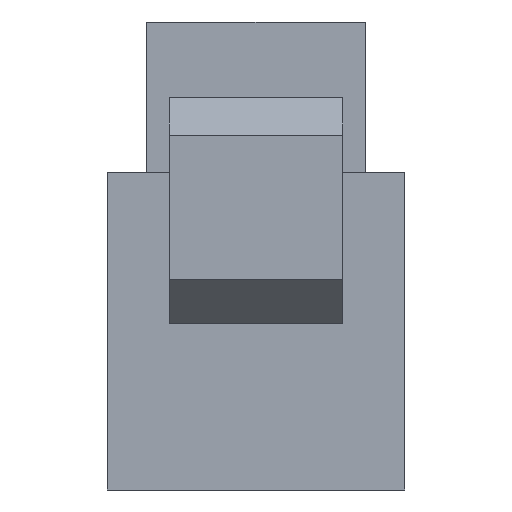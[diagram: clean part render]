
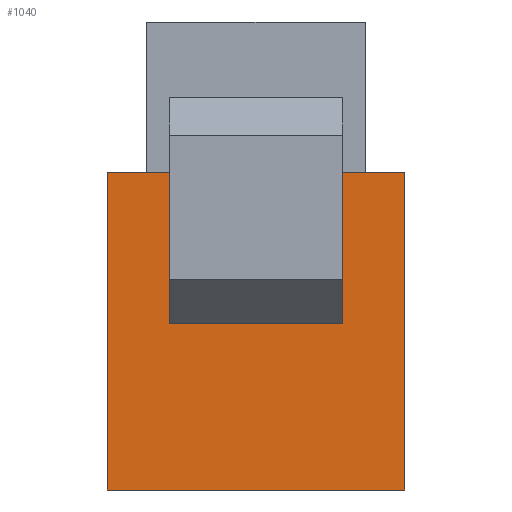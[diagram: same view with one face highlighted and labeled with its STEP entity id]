
A CAD part, front view. The second image highlights one B-rep face of the part: STEP entity #1040.
In plain terms, the highlighted planar face has unit normal (0, -1, 0).
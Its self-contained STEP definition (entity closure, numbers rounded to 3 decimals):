
#32 = CARTESIAN_POINT ( 'NONE',  ( 9.85, -8.9, 0. ) ) ;
#149 = FACE_BOUND ( 'NONE', #783, .T. ) ;
#152 = VECTOR ( 'NONE', #1236, 1000. ) ;
#161 = CARTESIAN_POINT ( 'NONE',  ( 5.75, -8.9, 0. ) ) ;
#196 = VERTEX_POINT ( 'NONE', #1272 ) ;
#205 = CARTESIAN_POINT ( 'NONE',  ( -9.85, -8.9, 0. ) ) ;
#219 = ORIENTED_EDGE ( 'NONE', *, *, #1406, .T. ) ;
#223 = DIRECTION ( 'NONE',  ( 0., 0., 1. ) ) ;
#296 = VERTEX_POINT ( 'NONE', #520 ) ;
#312 = EDGE_CURVE ( 'NONE', #473, #196, #1146, .T. ) ;
#345 = CARTESIAN_POINT ( 'NONE',  ( 5.75, -8.9, 0. ) ) ;
#386 = VERTEX_POINT ( 'NONE', #541 ) ;
#466 = ORIENTED_EDGE ( 'NONE', *, *, #1302, .F. ) ;
#473 = VERTEX_POINT ( 'NONE', #1855 ) ;
#487 = VECTOR ( 'NONE', #705, 1000. ) ;
#488 = DIRECTION ( 'NONE',  ( 1., 0., 0. ) ) ;
#503 = EDGE_CURVE ( 'NONE', #1211, #1273, #2271, .T. ) ;
#520 = CARTESIAN_POINT ( 'NONE',  ( 9.85, -8.9, -21. ) ) ;
#524 = DIRECTION ( 'NONE',  ( 1., 0., 0. ) ) ;
#541 = CARTESIAN_POINT ( 'NONE',  ( -5.75, -8.9, -5. ) ) ;
#580 = CARTESIAN_POINT ( 'NONE',  ( -9.85, -8.9, 0. ) ) ;
#587 = VERTEX_POINT ( 'NONE', #1972 ) ;
#635 = EDGE_CURVE ( 'NONE', #2092, #296, #1617, .T. ) ;
#643 = ORIENTED_EDGE ( 'NONE', *, *, #1464, .T. ) ;
#654 = VECTOR ( 'NONE', #524, 1000. ) ;
#687 = CARTESIAN_POINT ( 'NONE',  ( -9.85, -8.9, 0. ) ) ;
#700 = DIRECTION ( 'NONE',  ( 0., 0., 1. ) ) ;
#705 = DIRECTION ( 'NONE',  ( 1., 0., 0. ) ) ;
#727 = LINE ( 'NONE', #32, #1174 ) ;
#729 = DIRECTION ( 'NONE',  ( 0., 0., -1. ) ) ;
#730 = CARTESIAN_POINT ( 'NONE',  ( -9.85, -8.9, 0. ) ) ;
#746 = DIRECTION ( 'NONE',  ( 0., -1., 0. ) ) ;
#757 = PLANE ( 'NONE',  #1575 ) ;
#783 = EDGE_LOOP ( 'NONE', ( #2150, #1013, #786, #643 ) ) ;
#786 = ORIENTED_EDGE ( 'NONE', *, *, #312, .F. ) ;
#848 = ORIENTED_EDGE ( 'NONE', *, *, #1613, .F. ) ;
#860 = EDGE_CURVE ( 'NONE', #386, #587, #1960, .T. ) ;
#921 = CARTESIAN_POINT ( 'NONE',  ( -9.85, -8.9, -21. ) ) ;
#978 = VERTEX_POINT ( 'NONE', #2213 ) ;
#1013 = ORIENTED_EDGE ( 'NONE', *, *, #1337, .F. ) ;
#1024 = VECTOR ( 'NONE', #1065, 1000. ) ;
#1040 = ADVANCED_FACE ( 'NONE', ( #2112, #149 ), #757, .T. ) ;
#1065 = DIRECTION ( 'NONE',  ( 1., 0., 0. ) ) ;
#1126 = CARTESIAN_POINT ( 'NONE',  ( -5.75, -8.9, 0. ) ) ;
#1146 = LINE ( 'NONE', #1827, #654 ) ;
#1174 = VECTOR ( 'NONE', #1301, 1000. ) ;
#1211 = VERTEX_POINT ( 'NONE', #1746 ) ;
#1228 = CARTESIAN_POINT ( 'NONE',  ( -9.85, -8.9, -21. ) ) ;
#1236 = DIRECTION ( 'NONE',  ( 1., 0., 0. ) ) ;
#1269 = VECTOR ( 'NONE', #223, 1000. ) ;
#1272 = CARTESIAN_POINT ( 'NONE',  ( 5.75, -8.9, -10. ) ) ;
#1273 = VERTEX_POINT ( 'NONE', #161 ) ;
#1301 = DIRECTION ( 'NONE',  ( 0., 0., -1. ) ) ;
#1302 = EDGE_CURVE ( 'NONE', #978, #1211, #1584, .T. ) ;
#1337 = EDGE_CURVE ( 'NONE', #196, #587, #1955, .T. ) ;
#1361 = ORIENTED_EDGE ( 'NONE', *, *, #503, .F. ) ;
#1364 = ORIENTED_EDGE ( 'NONE', *, *, #635, .T. ) ;
#1406 = EDGE_CURVE ( 'NONE', #978, #2092, #2264, .T. ) ;
#1437 = ORIENTED_EDGE ( 'NONE', *, *, #1458, .F. ) ;
#1445 = VECTOR ( 'NONE', #700, 1000. ) ;
#1458 = EDGE_CURVE ( 'NONE', #1628, #296, #727, .T. ) ;
#1464 = EDGE_CURVE ( 'NONE', #473, #386, #1671, .T. ) ;
#1575 = AXIS2_PLACEMENT_3D ( 'NONE', #580, #746, #2067 ) ;
#1584 = LINE ( 'NONE', #687, #1024 ) ;
#1597 = CARTESIAN_POINT ( 'NONE',  ( -5.75, -8.9, 0. ) ) ;
#1613 = EDGE_CURVE ( 'NONE', #1273, #1628, #1809, .T. ) ;
#1617 = LINE ( 'NONE', #1228, #152 ) ;
#1628 = VERTEX_POINT ( 'NONE', #2210 ) ;
#1671 = LINE ( 'NONE', #1126, #1269 ) ;
#1746 = CARTESIAN_POINT ( 'NONE',  ( -5.75, -8.9, 0. ) ) ;
#1791 = VECTOR ( 'NONE', #729, 1000. ) ;
#1809 = LINE ( 'NONE', #730, #2343 ) ;
#1827 = CARTESIAN_POINT ( 'NONE',  ( -5.75, -8.9, -10. ) ) ;
#1855 = CARTESIAN_POINT ( 'NONE',  ( -5.75, -8.9, -10. ) ) ;
#1917 = VECTOR ( 'NONE', #488, 1000. ) ;
#1955 = LINE ( 'NONE', #345, #1445 ) ;
#1960 = LINE ( 'NONE', #2191, #487 ) ;
#1972 = CARTESIAN_POINT ( 'NONE',  ( 5.75, -8.9, -5. ) ) ;
#2035 = DIRECTION ( 'NONE',  ( 1., 0., 0. ) ) ;
#2067 = DIRECTION ( 'NONE',  ( 0., 0., -1. ) ) ;
#2092 = VERTEX_POINT ( 'NONE', #921 ) ;
#2112 = FACE_OUTER_BOUND ( 'NONE', #2184, .T. ) ;
#2150 = ORIENTED_EDGE ( 'NONE', *, *, #860, .T. ) ;
#2184 = EDGE_LOOP ( 'NONE', ( #1361, #466, #219, #1364, #1437, #848 ) ) ;
#2191 = CARTESIAN_POINT ( 'NONE',  ( -5.75, -8.9, -5. ) ) ;
#2210 = CARTESIAN_POINT ( 'NONE',  ( 9.85, -8.9, 0. ) ) ;
#2213 = CARTESIAN_POINT ( 'NONE',  ( -9.85, -8.9, 0. ) ) ;
#2264 = LINE ( 'NONE', #205, #1791 ) ;
#2271 = LINE ( 'NONE', #1597, #1917 ) ;
#2343 = VECTOR ( 'NONE', #2035, 1000. ) ;
